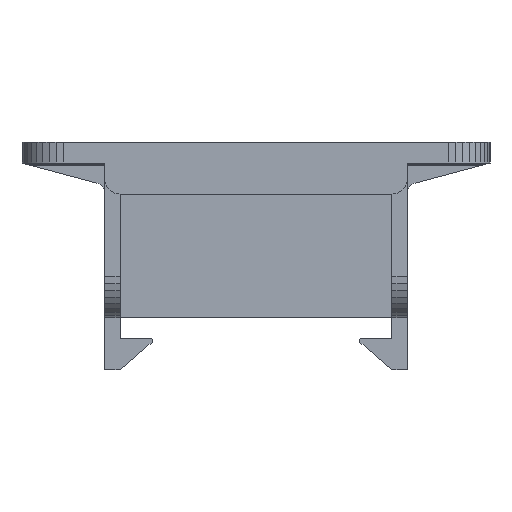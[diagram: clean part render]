
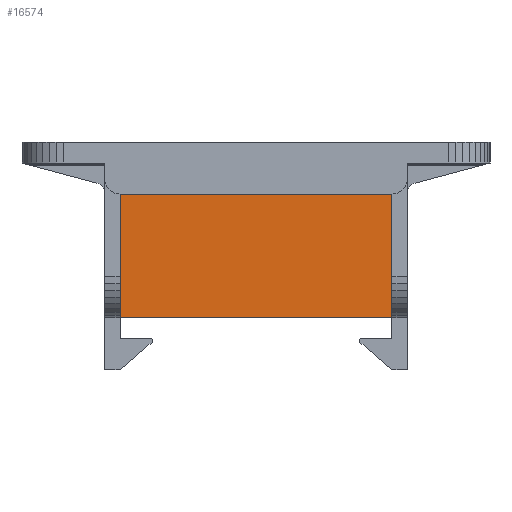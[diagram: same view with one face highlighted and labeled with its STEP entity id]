
A CAD part, left-side view. The second image highlights one B-rep face of the part: STEP entity #16574.
In plain terms, the highlighted planar face has unit normal (-1, 0, 0).
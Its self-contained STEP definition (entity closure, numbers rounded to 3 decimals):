
#1057 = VERTEX_POINT('',#1058);
#1058 = CARTESIAN_POINT('',(85.5,11.2,39.));
#1064 = EDGE_CURVE('',#1065,#1057,#1067,.T.);
#1065 = VERTEX_POINT('',#1066);
#1066 = CARTESIAN_POINT('',(85.5,37.5,39.));
#1067 = LINE('',#1068,#1069);
#1068 = CARTESIAN_POINT('',(85.5,37.5,39.));
#1069 = VECTOR('',#1070,1.);
#1070 = DIRECTION('',(0.,-1.,0.));
#5274 = VERTEX_POINT('',#5275);
#5275 = CARTESIAN_POINT('',(85.5,11.2,24.));
#5281 = EDGE_CURVE('',#1057,#5274,#5282,.T.);
#5282 = LINE('',#5283,#5284);
#5283 = CARTESIAN_POINT('',(85.5,11.2,39.));
#5284 = VECTOR('',#5285,1.);
#5285 = DIRECTION('',(0.,0.,-1.));
#5313 = EDGE_CURVE('',#1065,#5314,#5316,.T.);
#5314 = VERTEX_POINT('',#5315);
#5315 = CARTESIAN_POINT('',(85.5,37.5,24.));
#5316 = LINE('',#5317,#5318);
#5317 = CARTESIAN_POINT('',(85.5,37.5,39.));
#5318 = VECTOR('',#5319,1.);
#5319 = DIRECTION('',(0.,0.,-1.));
#16574 = ADVANCED_FACE('',(#16575),#16586,.T.);
#16575 = FACE_BOUND('',#16576,.F.);
#16576 = EDGE_LOOP('',(#16577,#16578,#16579,#16585));
#16577 = ORIENTED_EDGE('',*,*,#1064,.T.);
#16578 = ORIENTED_EDGE('',*,*,#5281,.T.);
#16579 = ORIENTED_EDGE('',*,*,#16580,.F.);
#16580 = EDGE_CURVE('',#5314,#5274,#16581,.T.);
#16581 = LINE('',#16582,#16583);
#16582 = CARTESIAN_POINT('',(85.5,37.5,24.));
#16583 = VECTOR('',#16584,1.);
#16584 = DIRECTION('',(0.,-1.,0.));
#16585 = ORIENTED_EDGE('',*,*,#5313,.F.);
#16586 = PLANE('',#16587);
#16587 = AXIS2_PLACEMENT_3D('',#16588,#16589,#16590);
#16588 = CARTESIAN_POINT('',(85.5,37.5,39.));
#16589 = DIRECTION('',(-1.,0.,0.));
#16590 = DIRECTION('',(0.,1.,0.));
